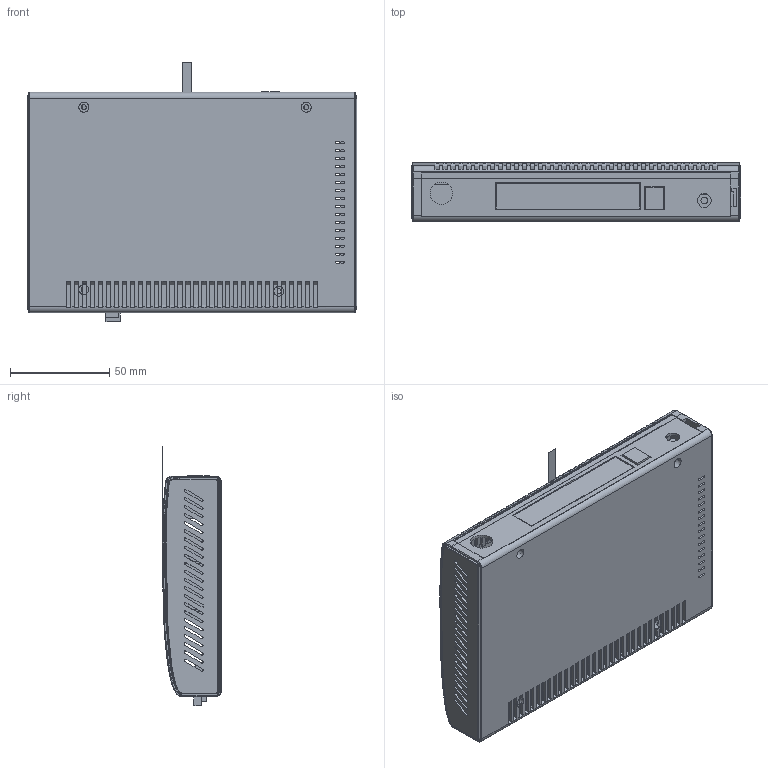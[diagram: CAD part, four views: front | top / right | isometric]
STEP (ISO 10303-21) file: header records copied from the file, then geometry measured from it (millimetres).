
FILE_DESCRIPTION((''),'2;1');
FILE_NAME('15AA_ASM','2012-03-22T',('hp'),(''),'PRO/ENGINEER BY PARAMETRIC TECHNOLOGY CORPORATION, 2001280','PRO/ENGINEER BY PARAMETRIC TECHNOLOGY CORPORATION, 2001280','');
FILE_SCHEMA(('CONFIG_CONTROL_DESIGN'));
Length unit declared in the file: millimetre
Products named in the file (4): 15-10; 15-11; IP; 15AA_ASM
Assembly tree (3 placements, depth 2):
  15AA_ASM
    15-10
    15-11
    IP
Bounding box: 165.6 x 29.7 x 130.52 mm (x, y, z)
Volume: 131299.2 mm3; surface area: 144371.4 mm2
Topology: 3 solids, 39 shells, 1565 faces, 4982 edges, 3197 vertices
Faces by surface type: plane 1135, cylinder 232, extrusion 154, bspline 26, torus 14, sphere 4
Entity records: 58044 total; most frequent: CARTESIAN_POINT 14335, ORIENTED_EDGE 9788, DIRECTION 7947, EDGE_CURVE 4982, VECTOR 3827, LINE 3673, VERTEX_POINT 3197, AXIS2_PLACEMENT_3D 2060
